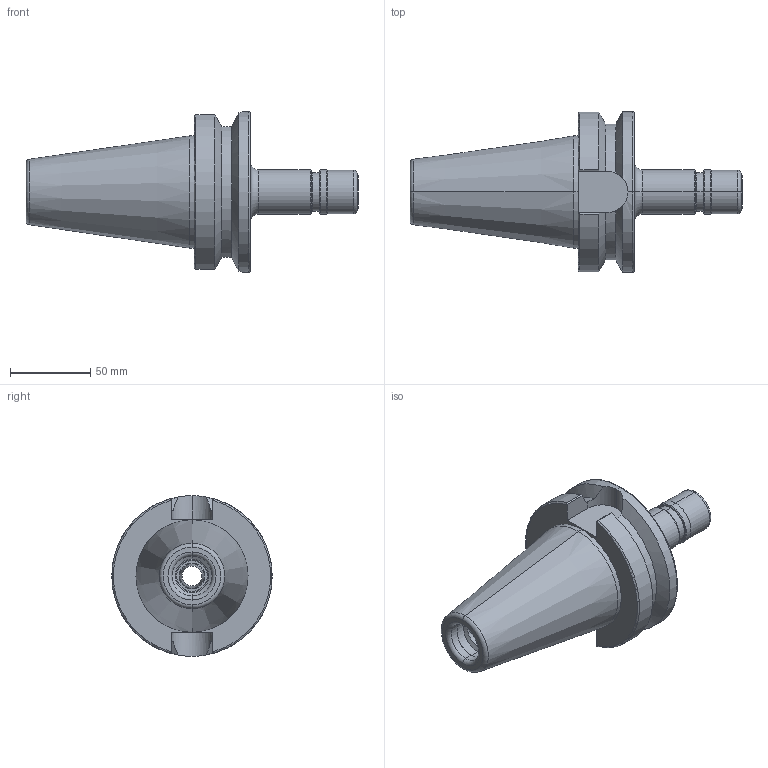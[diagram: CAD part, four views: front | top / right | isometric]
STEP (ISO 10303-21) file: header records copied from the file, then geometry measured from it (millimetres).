
FILE_DESCRIPTION (( 'STEP AP203' ), '1' );
FILE_NAME ('188-S6118-22.STEP', '2019-04-16T07:22:32', ( 'Acer' ), ( '' ), 'SwSTEP 2.0', 'SolidWorks 2018', '' );
FILE_SCHEMA (( 'CONFIG_CONTROL_DESIGN' ));
Length unit declared in the file: millimetre
Products named in the file (1): 188-S6118-22
Bounding box: 206.8 x 100 x 100 mm (x, y, z)
Surface area: 59635.9 mm2 (no closed solid volume)
Topology: 0 solids, 6 shells, 100 faces, 234 edges, 143 vertices
Faces by surface type: cylinder 35, cone 24, torus 22, plane 19
Entity records: 3059 total; most frequent: CARTESIAN_POINT 654, DIRECTION 539, ORIENTED_EDGE 444, EDGE_CURVE 234, AXIS2_PLACEMENT_3D 232, VERTEX_POINT 143, CIRCLE 131, EDGE_LOOP 109
